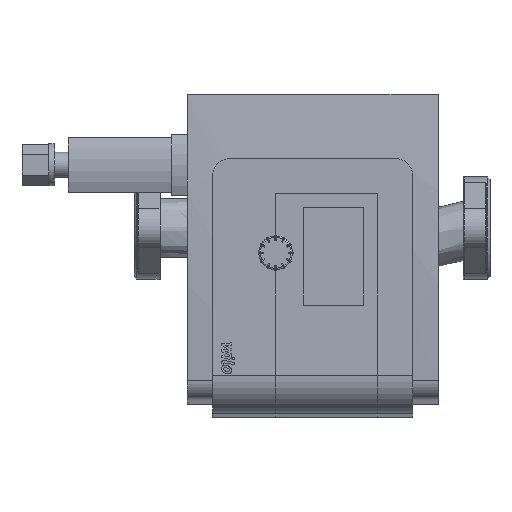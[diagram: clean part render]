
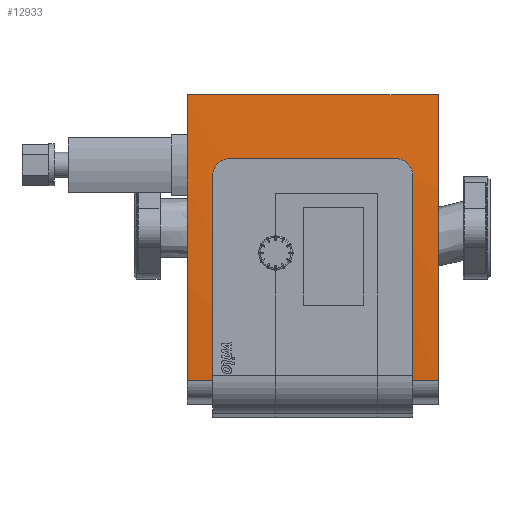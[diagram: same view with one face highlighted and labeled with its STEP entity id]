
A CAD part, front view. The second image highlights one B-rep face of the part: STEP entity #12933.
In plain terms, the highlighted cylindrical face has radius 1179.58 mm (diameter 2359.15 mm), a partial arc.
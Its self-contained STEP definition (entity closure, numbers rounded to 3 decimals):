
#166=B_SPLINE_CURVE_WITH_KNOTS('',3,(#20836,#20837,#20838,#20839,#20840,
#20841,#20842,#20843,#20844,#20845,#20846,#20847,#20848),.UNSPECIFIED.,
 .F.,.F.,(4,3,3,3,4),(0.,0.018,0.031,0.05,
0.059),.UNSPECIFIED.);
#167=B_SPLINE_CURVE_WITH_KNOTS('',3,(#20876,#20877,#20878,#20879,#20880,
#20881,#20882,#20883,#20884,#20885,#20886,#20887,#20888,#20889,#20890,#20891),
 .UNSPECIFIED.,.F.,.F.,(4,3,3,3,3,4),(0.059,0.068,
0.086,0.097,0.117,0.119),
 .UNSPECIFIED.);
#606=LINE('',#20947,#1870);
#608=LINE('',#20950,#1872);
#609=LINE('',#20952,#1873);
#610=LINE('',#20955,#1874);
#1870=VECTOR('',#16383,10.);
#1872=VECTOR('',#16387,10.);
#1873=VECTOR('',#16388,10.);
#1874=VECTOR('',#16391,10.);
#2919=CYLINDRICAL_SURFACE('',#14083,1179.577);
#3423=FACE_OUTER_BOUND('',#4198,.T.);
#4198=EDGE_LOOP('',(#9785,#9786,#9787,#9788,#9789,#9790,#9791,#9792,#9793,
#9794));
#5010=CIRCLE('',#14062,1179.577);
#5012=CIRCLE('',#14067,1179.577);
#5018=CIRCLE('',#14075,1179.577);
#5021=CIRCLE('',#14084,1179.577);
#5624=VERTEX_POINT('',#20833);
#5625=VERTEX_POINT('',#20835);
#5631=VERTEX_POINT('',#20861);
#5635=VERTEX_POINT('',#20873);
#5636=VERTEX_POINT('',#20875);
#5637=VERTEX_POINT('',#20894);
#5648=VERTEX_POINT('',#20919);
#5649=VERTEX_POINT('',#20921);
#5657=VERTEX_POINT('',#20951);
#5658=VERTEX_POINT('',#20953);
#7119=EDGE_CURVE('',#5624,#5625,#166,.F.);
#7127=EDGE_CURVE('',#5624,#5631,#5010,.T.);
#7133=EDGE_CURVE('',#5635,#5636,#167,.F.);
#7135=EDGE_CURVE('',#5637,#5636,#5012,.T.);
#7148=EDGE_CURVE('',#5649,#5648,#5018,.T.);
#7161=EDGE_CURVE('',#5637,#5648,#606,.T.);
#7163=EDGE_CURVE('',#5635,#5625,#608,.T.);
#7164=EDGE_CURVE('',#5657,#5631,#609,.T.);
#7165=EDGE_CURVE('',#5657,#5658,#5021,.T.);
#7166=EDGE_CURVE('',#5658,#5649,#610,.T.);
#9785=ORIENTED_EDGE('',*,*,#7135,.T.);
#9786=ORIENTED_EDGE('',*,*,#7133,.F.);
#9787=ORIENTED_EDGE('',*,*,#7163,.T.);
#9788=ORIENTED_EDGE('',*,*,#7119,.F.);
#9789=ORIENTED_EDGE('',*,*,#7127,.T.);
#9790=ORIENTED_EDGE('',*,*,#7164,.F.);
#9791=ORIENTED_EDGE('',*,*,#7165,.T.);
#9792=ORIENTED_EDGE('',*,*,#7166,.T.);
#9793=ORIENTED_EDGE('',*,*,#7148,.T.);
#9794=ORIENTED_EDGE('',*,*,#7161,.F.);
#12933=ADVANCED_FACE('',(#3423),#2919,.T.);
#14062=AXIS2_PLACEMENT_3D('',#20863,#16319,#16320);
#14067=AXIS2_PLACEMENT_3D('',#20895,#16334,#16335);
#14075=AXIS2_PLACEMENT_3D('',#20922,#16357,#16358);
#14083=AXIS2_PLACEMENT_3D('',#20949,#16385,#16386);
#14084=AXIS2_PLACEMENT_3D('',#20954,#16389,#16390);
#16319=DIRECTION('center_axis',(1.,0.,0.));
#16320=DIRECTION('ref_axis',(0.,-0.996,0.092));
#16334=DIRECTION('center_axis',(-1.,0.,0.));
#16335=DIRECTION('ref_axis',(0.,-0.996,0.092));
#16357=DIRECTION('center_axis',(1.,0.,0.));
#16358=DIRECTION('ref_axis',(0.,-0.996,-0.092));
#16383=DIRECTION('',(-1.,0.,0.));
#16385=DIRECTION('center_axis',(1.,0.,0.));
#16386=DIRECTION('ref_axis',(0.,-0.996,0.092));
#16387=DIRECTION('',(1.,0.,0.));
#16388=DIRECTION('',(-1.,0.,0.));
#16389=DIRECTION('center_axis',(-1.,0.,0.));
#16390=DIRECTION('ref_axis',(0.,-0.996,0.092));
#16391=DIRECTION('',(-1.,0.,0.));
#20833=CARTESIAN_POINT('',(3173.794,-3385.528,37.5));
#20835=CARTESIAN_POINT('',(3163.794,-3385.052,47.5));
#20836=CARTESIAN_POINT('Ctrl Pts',(3163.794,-3385.052,47.5));
#20837=CARTESIAN_POINT('Ctrl Pts',(3165.317,-3385.052,47.5));
#20838=CARTESIAN_POINT('Ctrl Pts',(3166.96,-3385.072,47.122));
#20839=CARTESIAN_POINT('Ctrl Pts',(3168.393,-3385.11,46.379));
#20840=CARTESIAN_POINT('Ctrl Pts',(3169.391,-3385.136,45.863));
#20841=CARTESIAN_POINT('Ctrl Pts',(3170.278,-3385.17,45.187));
#20842=CARTESIAN_POINT('Ctrl Pts',(3171.016,-3385.208,44.416));
#20843=CARTESIAN_POINT('Ctrl Pts',(3172.187,-3385.268,43.194));
#20844=CARTESIAN_POINT('Ctrl Pts',(3173.107,-3385.347,41.55));
#20845=CARTESIAN_POINT('Ctrl Pts',(3173.519,-3385.424,39.829));
#20846=CARTESIAN_POINT('Ctrl Pts',(3173.705,-3385.46,39.049));
#20847=CARTESIAN_POINT('Ctrl Pts',(3173.794,-3385.494,38.275));
#20848=CARTESIAN_POINT('Ctrl Pts',(3173.794,-3385.528,37.5));
#20861=CARTESIAN_POINT('',(3173.794,-3382.765,-108.903));
#20863=CARTESIAN_POINT('Origin',(3173.794,-2207.053,-13.493));
#20873=CARTESIAN_POINT('',(3044.794,-3385.052,47.5));
#20875=CARTESIAN_POINT('',(3034.794,-3385.528,37.5));
#20876=CARTESIAN_POINT('Ctrl Pts',(3034.794,-3385.528,37.5));
#20877=CARTESIAN_POINT('Ctrl Pts',(3034.794,-3385.497,38.209));
#20878=CARTESIAN_POINT('Ctrl Pts',(3034.868,-3385.465,38.918));
#20879=CARTESIAN_POINT('Ctrl Pts',(3035.024,-3385.433,39.632));
#20880=CARTESIAN_POINT('Ctrl Pts',(3035.372,-3385.361,41.227));
#20881=CARTESIAN_POINT('Ctrl Pts',(3036.149,-3385.288,42.773));
#20882=CARTESIAN_POINT('Ctrl Pts',(3037.181,-3385.229,43.984));
#20883=CARTESIAN_POINT('Ctrl Pts',(3037.828,-3385.192,44.743));
#20884=CARTESIAN_POINT('Ctrl Pts',(3038.568,-3385.16,45.392));
#20885=CARTESIAN_POINT('Ctrl Pts',(3039.432,-3385.132,45.941));
#20886=CARTESIAN_POINT('Ctrl Pts',(3040.879,-3385.086,46.86));
#20887=CARTESIAN_POINT('Ctrl Pts',(3042.62,-3385.057,47.4));
#20888=CARTESIAN_POINT('Ctrl Pts',(3044.275,-3385.053,47.486));
#20889=CARTESIAN_POINT('Ctrl Pts',(3044.448,-3385.053,47.495));
#20890=CARTESIAN_POINT('Ctrl Pts',(3044.621,-3385.052,47.5));
#20891=CARTESIAN_POINT('Ctrl Pts',(3044.794,-3385.052,47.5));
#20894=CARTESIAN_POINT('',(3034.794,-3382.765,-108.903));
#20895=CARTESIAN_POINT('Origin',(3034.794,-2207.053,-13.493));
#20919=CARTESIAN_POINT('',(3014.794,-3382.765,-108.903));
#20921=CARTESIAN_POINT('',(3014.794,-3381.63,95.));
#20922=CARTESIAN_POINT('Origin',(3014.794,-2207.053,-13.493));
#20947=CARTESIAN_POINT('',(3103.794,-3382.765,-108.903));
#20949=CARTESIAN_POINT('Origin',(3103.794,-2207.053,-13.493));
#20950=CARTESIAN_POINT('',(3103.794,-3385.052,47.5));
#20951=CARTESIAN_POINT('',(3193.794,-3382.765,-108.903));
#20952=CARTESIAN_POINT('',(3103.794,-3382.765,-108.903));
#20953=CARTESIAN_POINT('',(3193.794,-3381.63,95.));
#20954=CARTESIAN_POINT('Origin',(3193.794,-2207.053,-13.493));
#20955=CARTESIAN_POINT('',(3103.794,-3381.63,95.));
